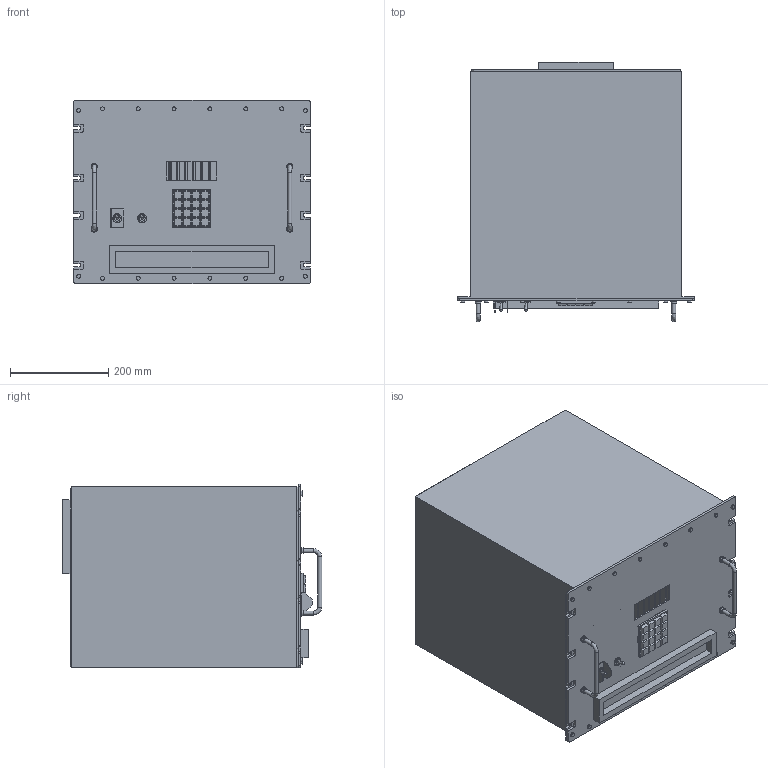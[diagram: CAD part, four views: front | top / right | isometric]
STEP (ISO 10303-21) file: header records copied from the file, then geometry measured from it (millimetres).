
FILE_DESCRIPTION((''),'2;1');
FILE_NAME( 'ELECTRONICS_SYSTEM.stp','2000-08-29T12:01:24',('User'),('SDRC'),'I-DEAS Master Series 8','UNIX','Yes');
FILE_SCHEMA(('CONFIG_CONTROL_DESIGN'));
Length unit declared in the file: millimetre
Assembly tree (136 placements, depth 0):
Bounding box: 482.6 x 528.8 x 373.86 mm (x, y, z)
Volume: 11333674.7 mm3; surface area: 5687207.2 mm2
Topology: 126 solids, 127 shells, 1507 faces, 6133 edges, 7663 vertices
Faces by surface type: bspline 1507
Entity records: 35069 total; most frequent: CARTESIAN_POINT 17112, ORIENTED_EDGE 2786, QUASI_UNIFORM_CURVE 2033, EDGE_CURVE 1392, VERTEX_POINT 889, EDGE_LOOP 696, FACE_OUTER_BOUND 594, ADVANCED_FACE 594
